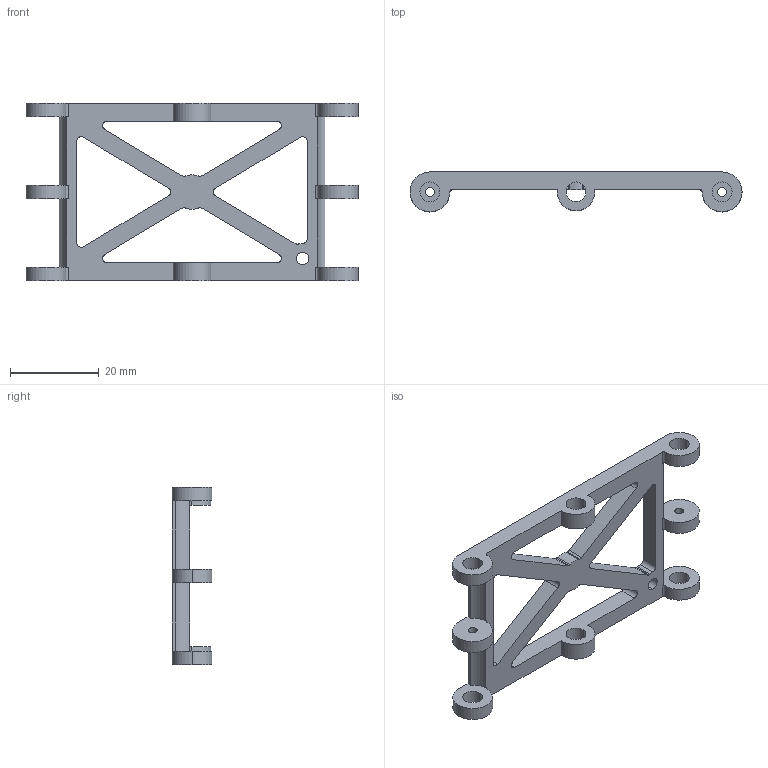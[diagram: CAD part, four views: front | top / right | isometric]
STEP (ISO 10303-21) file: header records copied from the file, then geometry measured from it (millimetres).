
FILE_DESCRIPTION (( 'STEP AP214' ), '1' );
FILE_NAME ('Plate_Rear.STEP', '2024-04-23T22:36:07', ( '' ), ( '' ), 'SwSTEP 2.0', 'SolidWorks 2024', '' );
FILE_SCHEMA (( 'AUTOMOTIVE_DESIGN' ));
Length unit declared in the file: millimetre
Products named in the file (1): Plate_Rear
Bounding box: 75 x 9 x 40 mm (x, y, z)
Volume: 5651 mm3; surface area: 5881.3 mm2
Topology: 1 solids, 1 shells, 94 faces, 282 edges, 188 vertices
Faces by surface type: cylinder 66, plane 28
Entity records: 3313 total; most frequent: DIRECTION 604, CARTESIAN_POINT 565, ORIENTED_EDGE 564, EDGE_CURVE 282, AXIS2_PLACEMENT_3D 227, VERTEX_POINT 188, VECTOR 150, LINE 150
